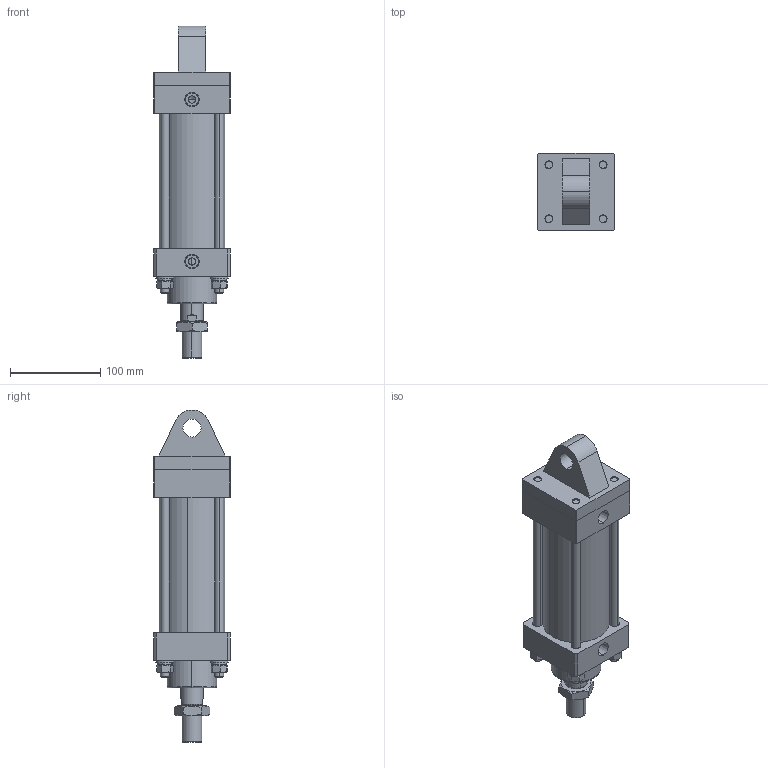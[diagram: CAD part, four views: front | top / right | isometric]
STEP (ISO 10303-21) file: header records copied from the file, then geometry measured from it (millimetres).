
FILE_DESCRIPTION (( 'STEP AP203' ), '1' );
FILE_NAME ('MOB-63-25-100-CA.STEP', '2021-04-28T03:01:31', ( '微软用户' ), ( '微软中国' ), 'SwSTEP 2.0', 'SolidWorks 2012', '' );
FILE_SCHEMA (( 'CONFIG_CONTROL_DESIGN' ));
Length unit declared in the file: millimetre
Products named in the file (12): MOB-63-25-100活塞杆; MOB-63-25-100前盖; MOB-63-25-100掛极; MOB-63-25-100綴裔; MOB-63-25-100-CA; MOB-63-25-100-CA楊擘; M10蹟佪^MOB-63-25-100-CA; plain washers--product grade c gb_GB_FASTENER_WASHER_SMWC 10; spring lock washers--normal type gb_GB_FASTENER_WASHER_SW 10; hex nuts 1-fine pitch-grades ab gb_GB_FASTENER_NUT_SNAB1XY M10X1.25-C; hex thin nuts-grades ab-chamfered gb_GB_FASTENER_NUT_STNAB  B M22-C; MOB-63-25-100-FA嶺裝
Assembly tree (17 placements, depth 3):
  MOB-63-25-100-CA
    MOB-63-25-100綴裔
    MOB-63-25-100掛极
    MOB-63-25-100前盖
    MOB-63-25-100活塞杆
    MOB-63-25-100-FA嶺裝  x4
    hex thin nuts-grades ab-chamfered gb_GB_FASTENER_NUT_STNAB  B M22-C
    M10蹟佪^MOB-63-25-100-CA  x4
      hex nuts 1-fine pitch-grades ab gb_GB_FASTENER_NUT_SNAB1XY M10X1.25-C
      spring lock washers--normal type gb_GB_FASTENER_WASHER_SW 10
      plain washers--product grade c gb_GB_FASTENER_WASHER_SMWC 10
    MOB-63-25-100-CA楊擘
Bounding box: 85 x 85 x 368 mm (x, y, z)
Volume: 1054782.6 mm3; surface area: 243931.2 mm2
Topology: 22 solids, 22 shells, 335 faces, 754 edges, 474 vertices
Faces by surface type: cylinder 122, plane 122, cone 77, torus 14
Entity records: 7905 total; most frequent: CARTESIAN_POINT 1483, DIRECTION 1135, ORIENTED_EDGE 968, EDGE_CURVE 484, AXIS2_PLACEMENT_3D 462, VERTEX_POINT 306, EDGE_LOOP 260, CIRCLE 232
